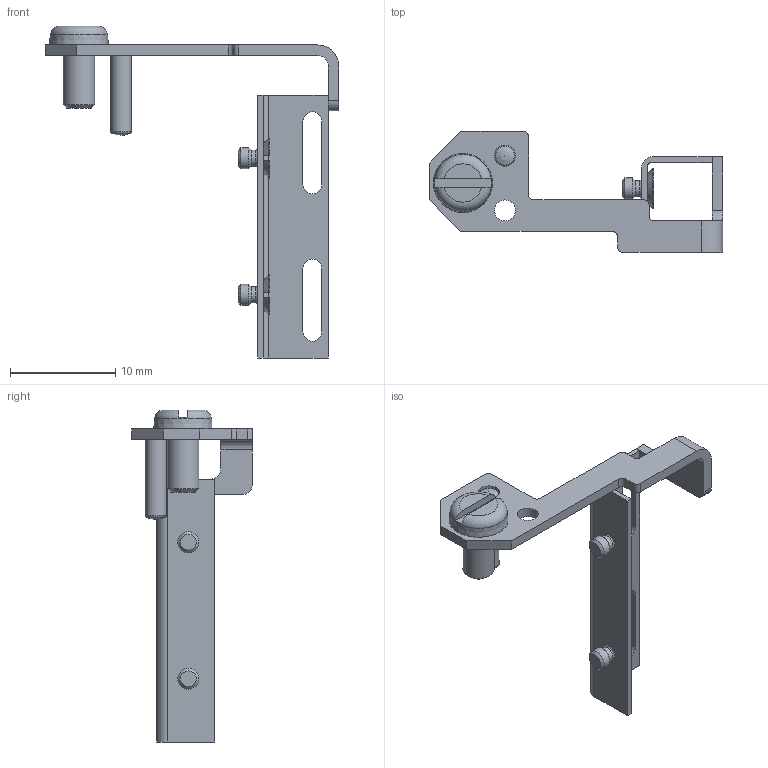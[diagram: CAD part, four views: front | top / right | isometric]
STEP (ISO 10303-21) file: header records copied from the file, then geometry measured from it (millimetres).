
FILE_DESCRIPTION(/* description */ ('STEP AP214'),/* implementation_level */ '2;1');
FILE_NAME(/* name */ '532272_HGPP-HWS-Q5-1',/* time_stamp */ '2024-08-29T06:51:15+02:00',/* author */ ('License CC BY-ND 4.0'),/* organization */ ('CADENAS'),/* preprocessor_version */ 'ST-DEVELOPER v19.3',/* originating_system */ 'PARTsolutions',/* authorisation */ ' ');
FILE_SCHEMA (('AUTOMOTIVE_DESIGN {1 0 10303 214 3 1 1}'));
Length unit declared in the file: millimetre
Products named in the file (6): 532272 HGPP-HWS-Q5-1; 532272 HGPP-HWS-Q5-1---(part); DIN-85 M3x6; DIN-7 - 2m6x8(F); 661396 HGPP-HWS-Q5-1/2---(part2); Countersunk screw with slot DIN 963 - M2x3
Assembly tree (6 placements, depth 2):
  532272 HGPP-HWS-Q5-1
    532272 HGPP-HWS-Q5-1---(part)
    DIN-85 M3x6
    DIN-7 - 2m6x8(F)
    661396 HGPP-HWS-Q5-1/2---(part2)
    Countersunk screw with slot DIN 963 - M2x3  x2
Bounding box: 27.9 x 11.5 x 31.56 mm (x, y, z)
Volume: 402.2 mm3; surface area: 1259.5 mm2
Topology: 6 solids, 6 shells, 98 faces, 247 edges, 160 vertices
Faces by surface type: plane 49, cylinder 30, cone 11, torus 6, sphere 2
Full cylindrical faces by diameter (mm): 1.523 x2, 2 x5, 2.387 x1, 3 x1, 3.4 x1
Entity records: 2560 total; most frequent: CARTESIAN_POINT 431, DIRECTION 428, ORIENTED_EDGE 368, EDGE_CURVE 184, AXIS2_PLACEMENT_3D 161, VERTEX_POINT 132, EDGE_LOOP 120, FACE_BOUND 120
